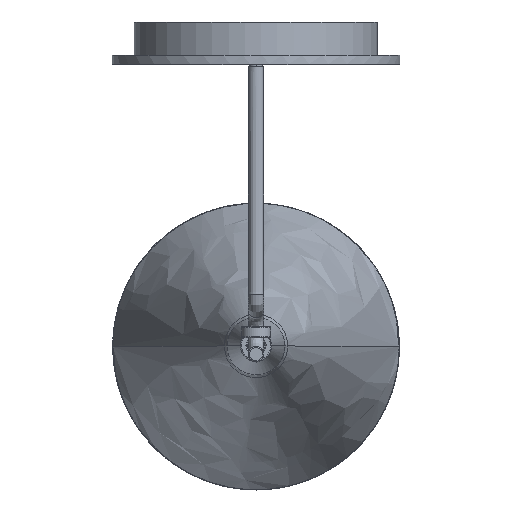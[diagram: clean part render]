
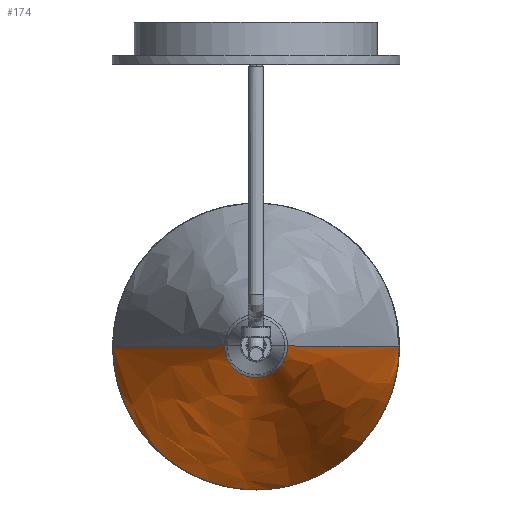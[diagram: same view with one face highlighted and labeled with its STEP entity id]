
A CAD part, top view. The second image highlights one B-rep face of the part: STEP entity #174.
In plain terms, the highlighted free-form (B-spline) face has degree [2, 1] with [5, 2] control points.
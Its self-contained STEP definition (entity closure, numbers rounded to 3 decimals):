
#174=ADVANCED_FACE($,(#364),#2209,.T.);
#364=FACE_OUTER_BOUND($,#561,.T.);
#561=EDGE_LOOP($,(#912,#913,#914,#915));
#912=ORIENTED_EDGE($,*,*,#1654,.T.);
#913=ORIENTED_EDGE($,*,*,#1622,.T.);
#914=ORIENTED_EDGE($,*,*,#1626,.F.);
#915=ORIENTED_EDGE($,*,*,#1625,.T.);
#1622=EDGE_CURVE($,#1988,#1989,#2553,.T.);
#1625=EDGE_CURVE($,#1991,#1990,#2556,.T.);
#1626=EDGE_CURVE($,#1991,#1989,#2383,.T.);
#1654=EDGE_CURVE($,#1990,#1988,#2387,.T.);
#1988=VERTEX_POINT($,#5443);
#1989=VERTEX_POINT($,#5444);
#1990=VERTEX_POINT($,#5445);
#1991=VERTEX_POINT($,#5446);
#2209=(
BOUNDED_SURFACE()
B_SPLINE_SURFACE(2,1,((#5128,#5129),(#5130,#5131),(#5132,#5133),(#5134,#5135),
(#5136,#5137)),.UNSPECIFIED.,.F.,.F.,.F.)
B_SPLINE_SURFACE_WITH_KNOTS((3,2,3),(2,2),(0.,1.571,3.142),
(46.409,210.738),.UNSPECIFIED.)
GEOMETRIC_REPRESENTATION_ITEM()
RATIONAL_B_SPLINE_SURFACE(((1.,1.),(0.707,0.707),
(1.,1.),(0.707,0.707),(1.,1.)))
REPRESENTATION_ITEM($)
SURFACE()
);
#2383=B_SPLINE_CURVE_WITH_KNOTS($,1,(#4975,#4976),.UNSPECIFIED.,.F.,.F.,
(2,2),(46.409,210.738),.UNSPECIFIED.);
#2387=B_SPLINE_CURVE_WITH_KNOTS($,1,(#5091,#5092),.UNSPECIFIED.,.F.,.F.,
(2,2),(46.409,210.738),.UNSPECIFIED.);
#2553=(
BOUNDED_CURVE()
B_SPLINE_CURVE(2,(#4955,#4956,#4957,#4958,#4959),.UNSPECIFIED.,.F.,.F.)
B_SPLINE_CURVE_WITH_KNOTS((3,2,3),(0.,101.77,203.54),
.UNSPECIFIED.)
CURVE()
GEOMETRIC_REPRESENTATION_ITEM()
RATIONAL_B_SPLINE_CURVE((1.,0.707,1.,0.707,1.))
REPRESENTATION_ITEM($)
);
#2556=(
BOUNDED_CURVE()
B_SPLINE_CURVE(2,(#4970,#4971,#4972,#4973,#4974),.UNSPECIFIED.,.F.,.F.)
B_SPLINE_CURVE_WITH_KNOTS((3,2,3),(-44.824,-22.412,0.),
.UNSPECIFIED.)
CURVE()
GEOMETRIC_REPRESENTATION_ITEM()
RATIONAL_B_SPLINE_CURVE((1.,0.707,1.,0.707,1.))
REPRESENTATION_ITEM($)
);
#4955=CARTESIAN_POINT($,(64.789,0.,-219.346));
#4956=CARTESIAN_POINT($,(64.789,64.789,-219.346));
#4957=CARTESIAN_POINT($,(0.,64.789,-219.346));
#4958=CARTESIAN_POINT($,(-64.789,64.789,-219.346));
#4959=CARTESIAN_POINT($,(-64.789,0.,-219.346));
#4970=CARTESIAN_POINT($,(-14.268,0.,-62.976));
#4971=CARTESIAN_POINT($,(-14.268,14.268,-62.976));
#4972=CARTESIAN_POINT($,(0.,14.268,-62.976));
#4973=CARTESIAN_POINT($,(14.268,14.268,-62.976));
#4974=CARTESIAN_POINT($,(14.268,0.,-62.976));
#4975=CARTESIAN_POINT($,(-14.268,0.,-62.976));
#4976=CARTESIAN_POINT($,(-64.789,0.,-219.346));
#5091=CARTESIAN_POINT($,(14.268,0.,-62.976));
#5092=CARTESIAN_POINT($,(64.789,0.,-219.346));
#5128=CARTESIAN_POINT($,(-14.268,0.,-62.976));
#5129=CARTESIAN_POINT($,(-64.789,0.,-219.346));
#5130=CARTESIAN_POINT($,(-14.268,14.268,-62.976));
#5131=CARTESIAN_POINT($,(-64.789,64.789,-219.346));
#5132=CARTESIAN_POINT($,(0.,14.268,-62.976));
#5133=CARTESIAN_POINT($,(0.,64.789,-219.346));
#5134=CARTESIAN_POINT($,(14.268,14.268,-62.976));
#5135=CARTESIAN_POINT($,(64.789,64.789,-219.346));
#5136=CARTESIAN_POINT($,(14.268,0.,-62.976));
#5137=CARTESIAN_POINT($,(64.789,0.,-219.346));
#5443=CARTESIAN_POINT($,(64.789,0.,-219.346));
#5444=CARTESIAN_POINT($,(-64.789,0.,-219.346));
#5445=CARTESIAN_POINT($,(14.268,0.,-62.976));
#5446=CARTESIAN_POINT($,(-14.268,0.,-62.976));
